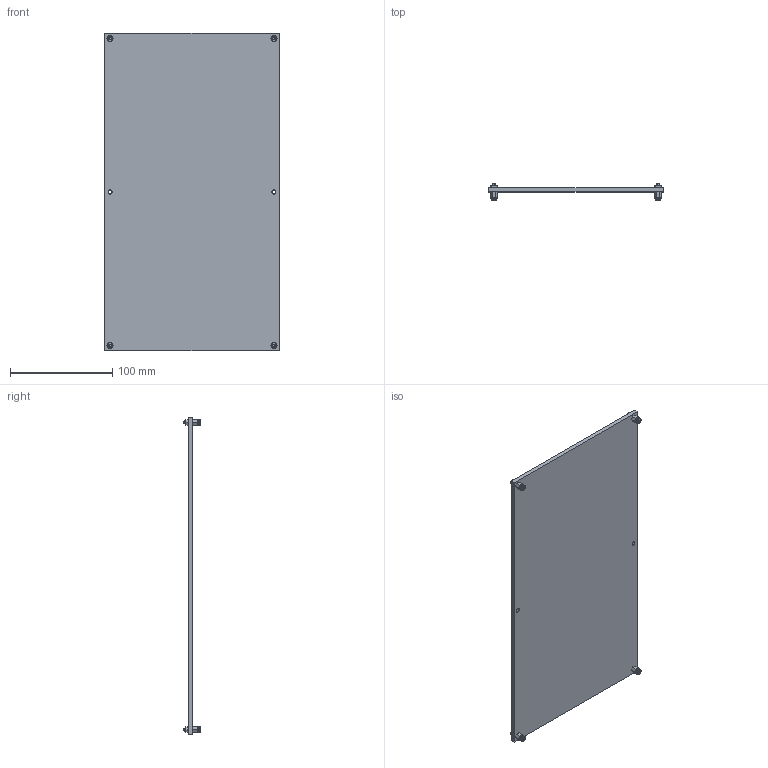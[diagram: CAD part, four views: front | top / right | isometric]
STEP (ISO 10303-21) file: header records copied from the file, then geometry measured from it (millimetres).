
FILE_DESCRIPTION (( 'STEP AP214' ), '1' );
FILE_NAME ('INGUN_104135.STEP', '2025-10-22T11:22:47', ( '' ), ( '' ), 'SwSTEP 2.0', 'SolidWorks 2023', '' );
FILE_SCHEMA (( 'AUTOMOTIVE_DESIGN' ));
Length unit declared in the file: millimetre
Products named in the file (6): SKB-II~skii_M3,0x05 St; INGUN_104135; DIN934~n_M03,0 A2; 15148~0; DIN7991~n_M03,0x016; 104733~1_S
Assembly tree (17 placements, depth 2):
  INGUN_104135
    104733~1_S
    SKB-II~skii_M3,0x05 St  x4
    15148~0  x4
    DIN7991~n_M03,0x016  x4
    DIN934~n_M03,0 A2  x4
Bounding box: 170 x 16 x 310 mm (x, y, z)
Volume: 211613.4 mm3; surface area: 111659.6 mm2
Topology: 17 solids, 17 shells, 660 faces, 1816 edges, 1200 vertices
Faces by surface type: cylinder 292, plane 248, cone 120
Entity records: 8039 total; most frequent: CARTESIAN_POINT 1533, DIRECTION 1358, ORIENTED_EDGE 1304, EDGE_CURVE 652, AXIS2_PLACEMENT_3D 497, VERTEX_POINT 432, VECTOR 364, LINE 364
